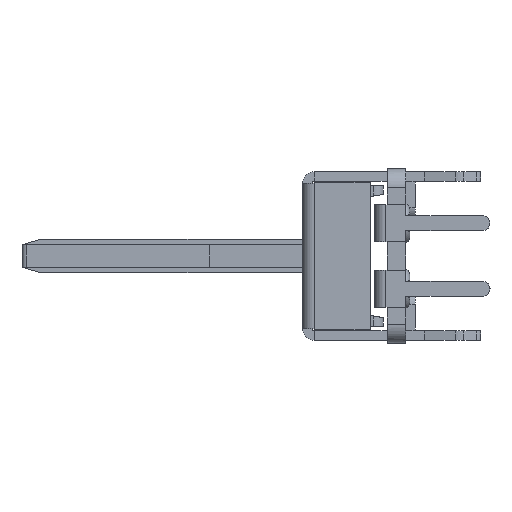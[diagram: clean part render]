
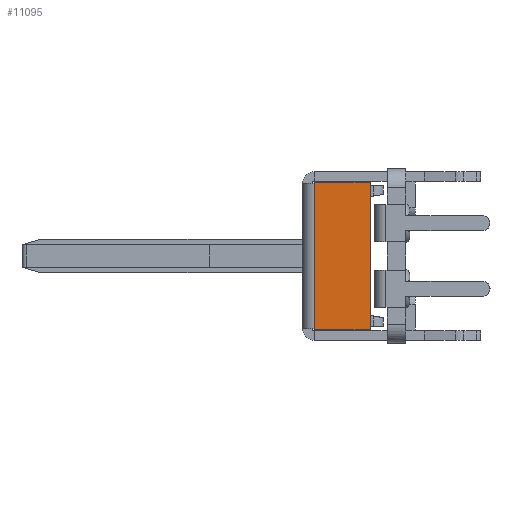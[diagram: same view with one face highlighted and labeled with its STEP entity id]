
A CAD part, left-side view. The second image highlights one B-rep face of the part: STEP entity #11095.
In plain terms, the highlighted planar face has unit normal (-1, 0, 0).
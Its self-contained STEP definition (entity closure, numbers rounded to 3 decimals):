
#2817=DIRECTION('',(0.,-1.,0.));
#2818=VECTOR('',#2817,0.025);
#2819=CARTESIAN_POINT('',(-15.,-0.6,
-3.875));
#2820=LINE('',#2819,#2818);
#2842=DIRECTION('',(0.,0.,-1.));
#2843=VECTOR('',#2842,7.75);
#2844=CARTESIAN_POINT('',(-15.,-0.6,
3.875));
#2845=LINE('',#2844,#2843);
#2920=DIRECTION('',(0.,0.,-1.));
#2921=VECTOR('',#2920,7.859);
#2922=CARTESIAN_POINT('',(-15.,-3.6,3.929));
#2923=LINE('',#2922,#2921);
#2924=DIRECTION('',(0.,1.,0.));
#2925=VECTOR('',#2924,2.975);
#2926=CARTESIAN_POINT('',(-15.,-3.6,-3.929));
#2927=LINE('',#2926,#2925);
#2928=DIRECTION('',(0.,0.,1.));
#2929=VECTOR('',#2928,0.054);
#2930=CARTESIAN_POINT('',(-15.,-0.625,-3.929));
#2931=LINE('',#2930,#2929);
#2932=DIRECTION('',(0.,-1.,0.));
#2933=VECTOR('',#2932,0.025);
#2934=CARTESIAN_POINT('',(-15.,-0.6,
3.875));
#2935=LINE('',#2934,#2933);
#2936=DIRECTION('',(0.,0.,1.));
#2937=VECTOR('',#2936,0.054);
#2938=CARTESIAN_POINT('',(-15.,-0.625,
3.875));
#2939=LINE('',#2938,#2937);
#2940=DIRECTION('',(0.,-1.,0.));
#2941=VECTOR('',#2940,2.975);
#2942=CARTESIAN_POINT('',(-15.,-0.625,3.929));
#2943=LINE('',#2942,#2941);
#6554=CARTESIAN_POINT('',(-15.,-0.6,-3.875));
#6555=VERTEX_POINT('',#6554);
#6574=CARTESIAN_POINT('',(-15.,-0.625,
3.875));
#6575=VERTEX_POINT('',#6574);
#6576=CARTESIAN_POINT('',(-15.,-0.625,3.929));
#6577=VERTEX_POINT('',#6576);
#6578=CARTESIAN_POINT('',(-15.,-0.6,
3.875));
#6579=VERTEX_POINT('',#6578);
#6580=CARTESIAN_POINT('',(-15.,-3.6,3.929));
#6581=CARTESIAN_POINT('',(-15.,-3.6,-3.929));
#6582=VERTEX_POINT('',#6580);
#6583=VERTEX_POINT('',#6581);
#6584=CARTESIAN_POINT('',(-15.,-0.625,-3.929));
#6585=VERTEX_POINT('',#6584);
#6586=CARTESIAN_POINT('',(-15.,-0.625,
-3.875));
#6587=VERTEX_POINT('',#6586);
#11080=CARTESIAN_POINT('',(-15.,-2.1,0.));
#11081=DIRECTION('',(-1.,0.,0.));
#11082=DIRECTION('',(0.,0.,1.));
#11083=AXIS2_PLACEMENT_3D('',#11080,#11081,#11082);
#11084=PLANE('',#11083);
#11085=ORIENTED_EDGE('',*,*,#11047,.T.);
#11086=ORIENTED_EDGE('',*,*,#11062,.T.);
#11087=ORIENTED_EDGE('',*,*,#11075,.T.);
#11088=ORIENTED_EDGE('',*,*,#10928,.F.);
#11089=ORIENTED_EDGE('',*,*,#10950,.F.);
#11090=ORIENTED_EDGE('',*,*,#10971,.T.);
#11091=ORIENTED_EDGE('',*,*,#11020,.T.);
#11092=ORIENTED_EDGE('',*,*,#11032,.T.);
#11093=EDGE_LOOP('',(#11085,#11086,#11087,#11088,#11089,#11090,#11091,#11092));
#11094=FACE_OUTER_BOUND('',#11093,.F.);
#11095=ADVANCED_FACE('',(#11094),#11084,.T.);
#10928=EDGE_CURVE('',#6555,#6587,#2820,.T.);
#10950=EDGE_CURVE('',#6579,#6555,#2845,.T.);
#10971=EDGE_CURVE('',#6579,#6575,#2935,.T.);
#11020=EDGE_CURVE('',#6575,#6577,#2939,.T.);
#11032=EDGE_CURVE('',#6577,#6582,#2943,.T.);
#11047=EDGE_CURVE('',#6582,#6583,#2923,.T.);
#11062=EDGE_CURVE('',#6583,#6585,#2927,.T.);
#11075=EDGE_CURVE('',#6585,#6587,#2931,.T.);
